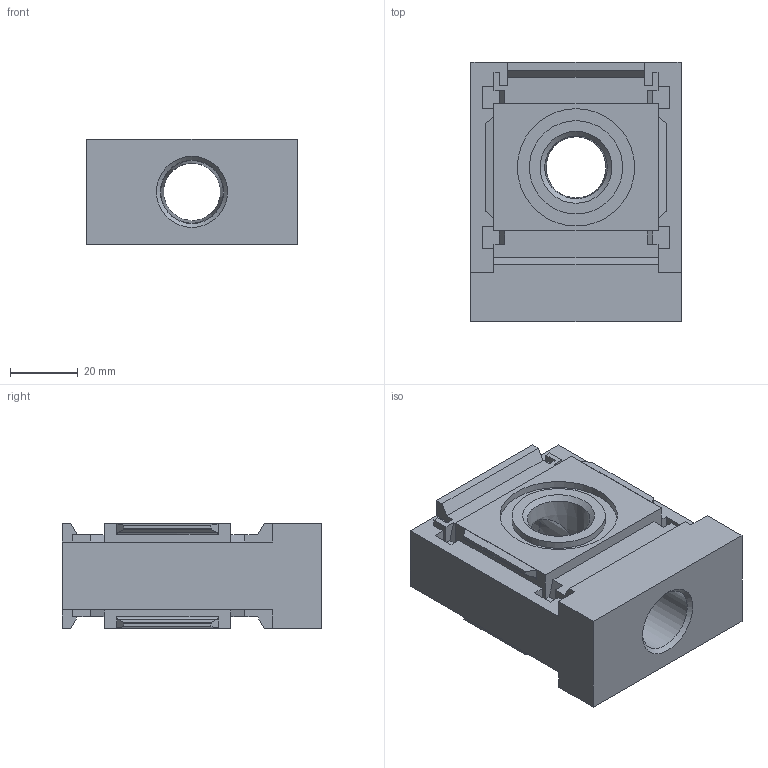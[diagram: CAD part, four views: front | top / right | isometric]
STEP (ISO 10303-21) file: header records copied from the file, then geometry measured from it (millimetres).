
FILE_DESCRIPTION(/* description */ ('STEP AP214'),/* implementation_level */ '2;1');
FILE_NAME(/* name */ '549337_MS6-FRM-FRZ',/* time_stamp */ '2024-09-10T15:54:07+02:00',/* author */ ('License CC BY-ND 4.0'),/* organization */ ('CADENAS'),/* preprocessor_version */ 'ST-DEVELOPER v19.3',/* originating_system */ 'PARTsolutions',/* authorisation */ ' ');
FILE_SCHEMA (('AUTOMOTIVE_DESIGN {1 0 10303 214 3 1 1}'));
Length unit declared in the file: millimetre
Products named in the file (1): 549337 MS6-FRM-FRZ---(1)
Bounding box: 62 x 76.5 x 31.05 mm (x, y, z)
Volume: 106201.7 mm3; surface area: 24477 mm2
Topology: 1 solids, 2 shells, 164 faces, 449 edges, 297 vertices
Faces by surface type: plane 134, cylinder 16, cone 14
Full cylindrical faces by diameter (mm): 18.631 x2, 27.5 x2, 28.15 x1, 34.6 x3
Entity records: 6228 total; most frequent: CARTESIAN_POINT 959, ORIENTED_EDGE 848, DIRECTION 794, EDGE_CURVE 424, LINE 368, VECTOR 368, VERTEX_POINT 292, AXIS2_PLACEMENT_3D 213
